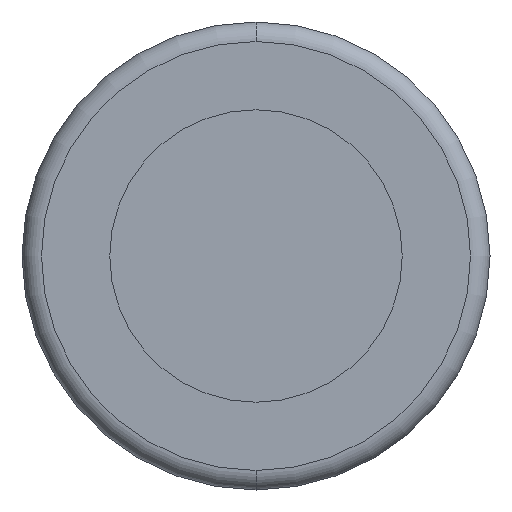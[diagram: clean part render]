
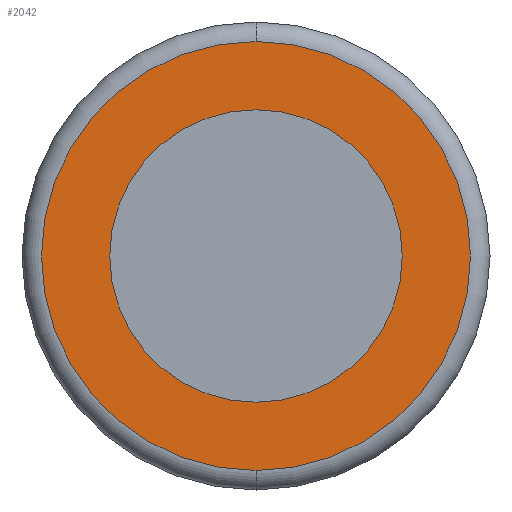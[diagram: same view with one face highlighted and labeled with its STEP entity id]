
A CAD part, front view. The second image highlights one B-rep face of the part: STEP entity #2042.
In plain terms, the highlighted planar face has unit normal (0, -1, 0).
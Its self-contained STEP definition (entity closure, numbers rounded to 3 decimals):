
#89 = AXIS2_PLACEMENT_3D ( 'NONE', #1566, #1039, #491 ) ;
#229 = CARTESIAN_POINT ( 'NONE',  ( 0., -8., 0. ) ) ;
#377 = CIRCLE ( 'NONE', #822, 0.55 ) ;
#491 = DIRECTION ( 'NONE',  ( 0., 0., 1. ) ) ;
#513 = VERTEX_POINT ( 'NONE', #2535 ) ;
#523 = PLANE ( 'NONE',  #2925 ) ;
#538 = VERTEX_POINT ( 'NONE', #3352 ) ;
#691 = CARTESIAN_POINT ( 'NONE',  ( 0., -8., 0. ) ) ;
#703 = CIRCLE ( 'NONE', #89, 0.375 ) ;
#789 = EDGE_CURVE ( 'Defeature ausgef�hrt1_5+Defeature ausgef�hrt1_8+Defeature ausgef�hrt1_8+Defeature ausgef�hrt1_8', #513, #2915, #926, .T. ) ;
#822 = AXIS2_PLACEMENT_3D ( 'NONE', #229, #1876, #2703 ) ;
#926 = CIRCLE ( 'NONE', #1467, 0.55 ) ;
#1039 = DIRECTION ( 'NONE',  ( 0., 1., 0. ) ) ;
#1043 = EDGE_LOOP ( 'NONE', ( #1648, #3216 ) ) ;
#1106 = DIRECTION ( 'NONE',  ( 0., -1., 0. ) ) ;
#1320 = ORIENTED_EDGE ( 'NONE', *, *, #2867, .T. ) ;
#1337 = AXIS2_PLACEMENT_3D ( 'NONE', #691, #1507, #1770 ) ;
#1385 = ORIENTED_EDGE ( 'NONE', *, *, #3218, .T. ) ;
#1467 = AXIS2_PLACEMENT_3D ( 'NONE', #2546, #2280, #2302 ) ;
#1507 = DIRECTION ( 'NONE',  ( 0., 1., 0. ) ) ;
#1566 = CARTESIAN_POINT ( 'NONE',  ( 0., -8., 0. ) ) ;
#1648 = ORIENTED_EDGE ( 'NONE', *, *, #789, .T. ) ;
#1765 = CARTESIAN_POINT ( 'NONE',  ( 0., -8., -0.375 ) ) ;
#1770 = DIRECTION ( 'NONE',  ( 0., 0., 1. ) ) ;
#1876 = DIRECTION ( 'NONE',  ( 0., -1., 0. ) ) ;
#2042 = ADVANCED_FACE ( 'Defeature ausgef�hrt1_5', ( #2085, #3462 ), #523, .T. ) ;
#2085 = FACE_OUTER_BOUND ( 'NONE', #1043, .T. ) ;
#2280 = DIRECTION ( 'NONE',  ( 0., -1., 0. ) ) ;
#2302 = DIRECTION ( 'NONE',  ( 0., 0., -1. ) ) ;
#2451 = DIRECTION ( 'NONE',  ( 0., 0., -1. ) ) ;
#2535 = CARTESIAN_POINT ( 'NONE',  ( 0., -8., -0.55 ) ) ;
#2546 = CARTESIAN_POINT ( 'NONE',  ( 0., -8., 0. ) ) ;
#2703 = DIRECTION ( 'NONE',  ( 0., 0., -1. ) ) ;
#2705 = CARTESIAN_POINT ( 'NONE',  ( -0.6, -8., 0. ) ) ;
#2823 = VERTEX_POINT ( 'NONE', #1765 ) ;
#2867 = EDGE_CURVE ( 'Defeature ausgef�hrt1_5+Defeature ausgef�hrt1_4+Defeature ausgef�hrt1_4+Defeature ausgef�hrt1_4', #2823, #538, #703, .T. ) ;
#2915 = VERTEX_POINT ( 'NONE', #3231 ) ;
#2925 = AXIS2_PLACEMENT_3D ( 'NONE', #2705, #1106, #2451 ) ;
#2946 = EDGE_CURVE ( 'Defeature ausgef�hrt1_5+Defeature ausgef�hrt1_8+Defeature ausgef�hrt1_8+Defeature ausgef�hrt1_8', #2915, #513, #377, .T. ) ;
#3175 = EDGE_LOOP ( 'NONE', ( #1385, #1320 ) ) ;
#3216 = ORIENTED_EDGE ( 'NONE', *, *, #2946, .T. ) ;
#3218 = EDGE_CURVE ( 'Defeature ausgef�hrt1_5+Defeature ausgef�hrt1_4+Defeature ausgef�hrt1_4+Defeature ausgef�hrt1_4', #538, #2823, #3553, .T. ) ;
#3231 = CARTESIAN_POINT ( 'NONE',  ( 0., -8., 0.55 ) ) ;
#3352 = CARTESIAN_POINT ( 'NONE',  ( 0., -8., 0.375 ) ) ;
#3462 = FACE_BOUND ( 'NONE', #3175, .T. ) ;
#3553 = CIRCLE ( 'NONE', #1337, 0.375 ) ;
